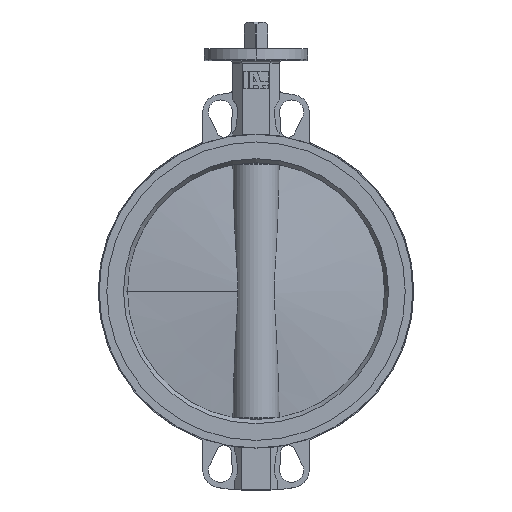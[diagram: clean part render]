
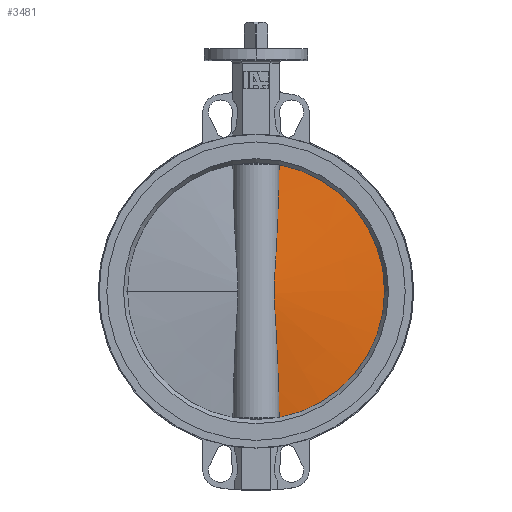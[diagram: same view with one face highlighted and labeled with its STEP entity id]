
A CAD part, top view. The second image highlights one B-rep face of the part: STEP entity #3481.
In plain terms, the highlighted conical face has half-angle 83.838 degrees and reference radius 9262.33 mm.
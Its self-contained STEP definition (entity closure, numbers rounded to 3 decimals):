
#377 = CARTESIAN_POINT ( 'NONE',  ( 4.095, 0., 0. ) ) ;
#378 = DIRECTION ( 'NONE',  ( 1., 0., 0. ) ) ;
#379 = DIRECTION ( 'NONE',  ( 0., 0., -1. ) ) ;
#410 = CARTESIAN_POINT ( 'NONE',  ( 4.095, -190.487, -34.76 ) ) ;
#453 = CARTESIAN_POINT ( 'NONE',  ( 4.095, 190.487, -34.76 ) ) ;
#826 = CARTESIAN_POINT ( 'NONE',  ( 4.095, 0., -193.633 ) ) ;
#954 = VERTEX_POINT ( 'NONE', #826 ) ;
#1285 = ORIENTED_EDGE ( 'NONE', *, *, #5358, .F. ) ;
#1286 = ORIENTED_EDGE ( 'NONE', *, *, #5393, .T. ) ;
#1287 = ORIENTED_EDGE ( 'NONE', *, *, #5357, .T. ) ;
#3105 = EDGE_LOOP ( 'NONE', ( #1285, #1286, #1287 ) ) ;
#3481 = ADVANCED_FACE ( 'NONE', ( #4081 ), #4094, .T. ) ;
#4081 = FACE_OUTER_BOUND ( 'NONE', #3105, .T. ) ;
#4094 = CONICAL_SURFACE ( 'NONE', #5153, 9262.327, 1.463 ) ;
#4856 = AXIS2_PLACEMENT_3D ( 'NONE', #6694, #6695, #6696 ) ;
#4876 = AXIS2_PLACEMENT_3D ( 'NONE', #377, #378, #379 ) ;
#5153 = AXIS2_PLACEMENT_3D ( 'NONE', #5951, #5952, #5950 ) ;
#5357 = EDGE_CURVE ( 'NONE', #954, #5781, #7237, .T. ) ;
#5358 = EDGE_CURVE ( 'NONE', #5738, #5781, #6374, .T. ) ;
#5393 = EDGE_CURVE ( 'NONE', #5738, #954, #7268, .T. ) ;
#5738 = VERTEX_POINT ( 'NONE', #410 ) ;
#5781 = VERTEX_POINT ( 'NONE', #453 ) ;
#5950 = DIRECTION ( 'NONE',  ( 0., 0., 1. ) ) ;
#5951 = CARTESIAN_POINT ( 'NONE',  ( -975., 0., 0. ) ) ;
#5952 = DIRECTION ( 'NONE',  ( -1., 0., 0. ) ) ;
#6374 = B_SPLINE_CURVE_WITH_KNOTS ( 'NONE', 3,
 ( #6686, #6693, #6697, #6698, #6699, #6700, #6701, #6702, #6703, #6704, #6705, #6706, #6707, #6708, #6709, #6710, #6711, #6712, #6713, #6714, #6715, #6716, #6717, #6718, #6719, #6720, #6721, #6722, #6723, #6724, #6725, #6726, #6727, #6728, #6729, #6730 ),
 .UNSPECIFIED., .F., .F.,
 ( 4, 2, 2, 2, 2, 2, 2, 2, 2, 2, 2, 2, 2, 2, 2, 2, 2, 4 ),
 ( -0.172, -0.124, -0.076, -0.053, -0.029, -0.017, -0.005, 0.007, 0.019, 0.031, 0.037, 0.043, 0.055, 0.067, 0.091, 0.115, 0.162, 0.21 ),
 .UNSPECIFIED. ) ;
#6686 = CARTESIAN_POINT ( 'NONE',  ( 4.095, -190.487, -34.76 ) ) ;
#6693 = CARTESIAN_POINT ( 'NONE',  ( 5.784, -174.614, -34.561 ) ) ;
#6694 = CARTESIAN_POINT ( 'NONE',  ( 4.095, 0., 0. ) ) ;
#6695 = DIRECTION ( 'NONE',  ( 1., 0., 0. ) ) ;
#6696 = DIRECTION ( 'NONE',  ( 0., 0., -1. ) ) ;
#6697 = CARTESIAN_POINT ( 'NONE',  ( 7.471, -158.743, -34.238 ) ) ;
#6698 = CARTESIAN_POINT ( 'NONE',  ( 10.828, -127.004, -33.328 ) ) ;
#6699 = CARTESIAN_POINT ( 'NONE',  ( 12.5, -111.14, -32.741 ) ) ;
#6700 = CARTESIAN_POINT ( 'NONE',  ( 14.972, -87.351, -31.649 ) ) ;
#6701 = CARTESIAN_POINT ( 'NONE',  ( 15.79, -79.423, -31.249 ) ) ;
#6702 = CARTESIAN_POINT ( 'NONE',  ( 17.399, -63.566, -30.383 ) ) ;
#6703 = CARTESIAN_POINT ( 'NONE',  ( 18.192, -55.639, -29.914 ) ) ;
#6704 = CARTESIAN_POINT ( 'NONE',  ( 19.326, -43.743, -29.184 ) ) ;
#6705 = CARTESIAN_POINT ( 'NONE',  ( 19.695, -39.777, -28.936 ) ) ;
#6706 = CARTESIAN_POINT ( 'NONE',  ( 20.397, -31.842, -28.446 ) ) ;
#6707 = CARTESIAN_POINT ( 'NONE',  ( 20.73, -27.872, -28.203 ) ) ;
#6708 = CARTESIAN_POINT ( 'NONE',  ( 21.324, -19.924, -27.756 ) ) ;
#6709 = CARTESIAN_POINT ( 'NONE',  ( 21.585, -15.944, -27.553 ) ) ;
#6710 = CARTESIAN_POINT ( 'NONE',  ( 21.958, -7.985, -27.256 ) ) ;
#6711 = CARTESIAN_POINT ( 'NONE',  ( 22.067, -4.004, -27.167 ) ) ;
#6712 = CARTESIAN_POINT ( 'NONE',  ( 22.067, 3.96, -27.167 ) ) ;
#6713 = CARTESIAN_POINT ( 'NONE',  ( 21.96, 7.943, -27.255 ) ) ;
#6714 = CARTESIAN_POINT ( 'NONE',  ( 21.68, 13.92, -27.477 ) ) ;
#6715 = CARTESIAN_POINT ( 'NONE',  ( 21.568, 15.912, -27.565 ) ) ;
#6716 = CARTESIAN_POINT ( 'NONE',  ( 21.317, 19.893, -27.76 ) ) ;
#6717 = CARTESIAN_POINT ( 'NONE',  ( 21.178, 21.882, -27.866 ) ) ;
#6718 = CARTESIAN_POINT ( 'NONE',  ( 20.733, 27.844, -28.201 ) ) ;
#6719 = CARTESIAN_POINT ( 'NONE',  ( 20.399, 31.814, -28.444 ) ) ;
#6720 = CARTESIAN_POINT ( 'NONE',  ( 19.698, 39.751, -28.934 ) ) ;
#6721 = CARTESIAN_POINT ( 'NONE',  ( 19.329, 43.717, -29.182 ) ) ;
#6722 = CARTESIAN_POINT ( 'NONE',  ( 18.194, 55.615, -29.913 ) ) ;
#6723 = CARTESIAN_POINT ( 'NONE',  ( 17.401, 63.544, -30.381 ) ) ;
#6724 = CARTESIAN_POINT ( 'NONE',  ( 15.792, 79.403, -31.248 ) ) ;
#6725 = CARTESIAN_POINT ( 'NONE',  ( 14.974, 87.333, -31.648 ) ) ;
#6726 = CARTESIAN_POINT ( 'NONE',  ( 12.501, 111.126, -32.741 ) ) ;
#6727 = CARTESIAN_POINT ( 'NONE',  ( 10.829, 126.992, -33.328 ) ) ;
#6728 = CARTESIAN_POINT ( 'NONE',  ( 7.472, 158.736, -34.237 ) ) ;
#6729 = CARTESIAN_POINT ( 'NONE',  ( 5.785, 174.611, -34.561 ) ) ;
#6730 = CARTESIAN_POINT ( 'NONE',  ( 4.095, 190.487, -34.76 ) ) ;
#7237 = CIRCLE ( 'NONE', #4856, 193.633 ) ;
#7268 = CIRCLE ( 'NONE', #4876, 193.633 ) ;
